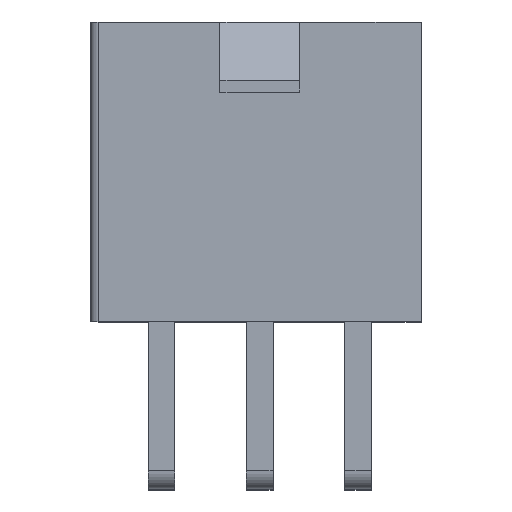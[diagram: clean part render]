
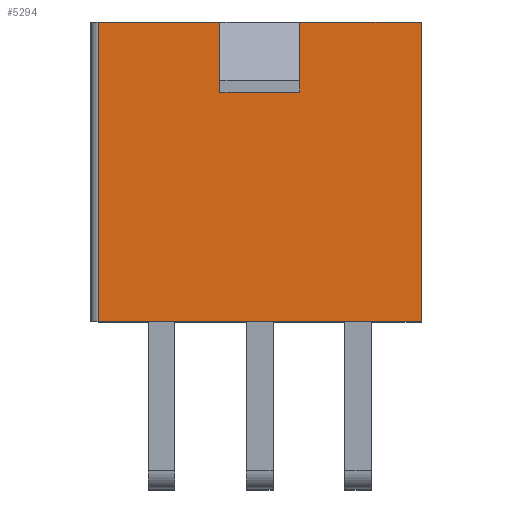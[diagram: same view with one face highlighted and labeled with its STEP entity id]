
A CAD part, top view. The second image highlights one B-rep face of the part: STEP entity #5294.
In plain terms, the highlighted planar face has unit normal (0, 0, 1).
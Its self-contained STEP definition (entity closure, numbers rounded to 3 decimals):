
#697=ORIENTED_EDGE('',*,*,#1488,.T.);
#698=ORIENTED_EDGE('',*,*,#1489,.T.);
#699=ORIENTED_EDGE('',*,*,#1394,.F.);
#700=ORIENTED_EDGE('',*,*,#1490,.T.);
#701=ORIENTED_EDGE('',*,*,#1491,.T.);
#702=ORIENTED_EDGE('',*,*,#1492,.F.);
#703=ORIENTED_EDGE('',*,*,#1396,.F.);
#704=ORIENTED_EDGE('',*,*,#1493,.F.);
#1394=EDGE_CURVE('',#1843,#1844,#2253,.T.);
#1396=EDGE_CURVE('',#1845,#1842,#2255,.T.);
#1488=EDGE_CURVE('',#1900,#1901,#2347,.T.);
#1489=EDGE_CURVE('',#1901,#1844,#2348,.T.);
#1490=EDGE_CURVE('',#1843,#1902,#2349,.T.);
#1491=EDGE_CURVE('',#1902,#1903,#2350,.T.);
#1492=EDGE_CURVE('',#1842,#1903,#2351,.T.);
#1493=EDGE_CURVE('',#1900,#1845,#2352,.T.);
#1842=VERTEX_POINT('',#7144);
#1843=VERTEX_POINT('',#7147);
#1844=VERTEX_POINT('',#7149);
#1845=VERTEX_POINT('',#7151);
#1900=VERTEX_POINT('',#7327);
#1901=VERTEX_POINT('',#7328);
#1902=VERTEX_POINT('',#7331);
#1903=VERTEX_POINT('',#7333);
#2253=LINE('',#7148,#2774);
#2255=LINE('',#7152,#2776);
#2347=LINE('',#7326,#2868);
#2348=LINE('',#7329,#2869);
#2349=LINE('',#7330,#2870);
#2350=LINE('',#7332,#2871);
#2351=LINE('',#7334,#2872);
#2352=LINE('',#7335,#2873);
#2774=VECTOR('',#6096,1000.);
#2776=VECTOR('',#6098,1000.);
#2868=VECTOR('',#6246,1000.);
#2869=VECTOR('',#6247,1000.);
#2870=VECTOR('',#6248,1000.);
#2871=VECTOR('',#6249,1000.);
#2872=VECTOR('',#6250,1000.);
#2873=VECTOR('',#6251,1000.);
#3173=EDGE_LOOP('',(#697,#698,#699,#700,#701,#702,#703,#704));
#3414=FACE_BOUND('',#3173,.T.);
#3628=PLANE('',#5523);
#5294=ADVANCED_FACE('',(#3414),#3628,.T.);
#5523=AXIS2_PLACEMENT_3D('',#7325,#6244,#6245);
#6096=DIRECTION('',(-1.,0.,0.));
#6098=DIRECTION('',(-1.,0.,0.));
#6244=DIRECTION('',(0.,0.,1.));
#6245=DIRECTION('',(1.,0.,0.));
#6246=DIRECTION('',(1.,0.,0.));
#6247=DIRECTION('',(0.,-1.,0.));
#6248=DIRECTION('',(0.,1.,0.));
#6249=DIRECTION('',(-1.,0.,0.));
#6250=DIRECTION('',(0.,1.,0.));
#6251=DIRECTION('',(0.,-1.,0.));
#7144=CARTESIAN_POINT('',(-6.9,-6.4,4.8));
#7147=CARTESIAN_POINT('',(6.9,-6.4,4.8));
#7148=CARTESIAN_POINT('',(6.9,-6.4,4.8));
#7149=CARTESIAN_POINT('',(1.7,-6.4,4.8));
#7151=CARTESIAN_POINT('',(-1.7,-6.4,4.8));
#7152=CARTESIAN_POINT('',(6.9,-6.4,4.8));
#7325=CARTESIAN_POINT('',(6.9,-6.4,4.8));
#7326=CARTESIAN_POINT('',(-1.7,-3.4,4.8));
#7327=CARTESIAN_POINT('',(-1.7,-3.4,4.8));
#7328=CARTESIAN_POINT('',(1.7,-3.4,4.8));
#7329=CARTESIAN_POINT('',(1.7,-3.4,4.8));
#7330=CARTESIAN_POINT('',(6.9,-6.4,4.8));
#7331=CARTESIAN_POINT('',(6.9,6.4,4.8));
#7332=CARTESIAN_POINT('',(6.9,6.4,4.8));
#7333=CARTESIAN_POINT('',(-6.9,6.4,4.8));
#7334=CARTESIAN_POINT('',(-6.9,-6.4,4.8));
#7335=CARTESIAN_POINT('',(-1.7,-3.4,4.8));
